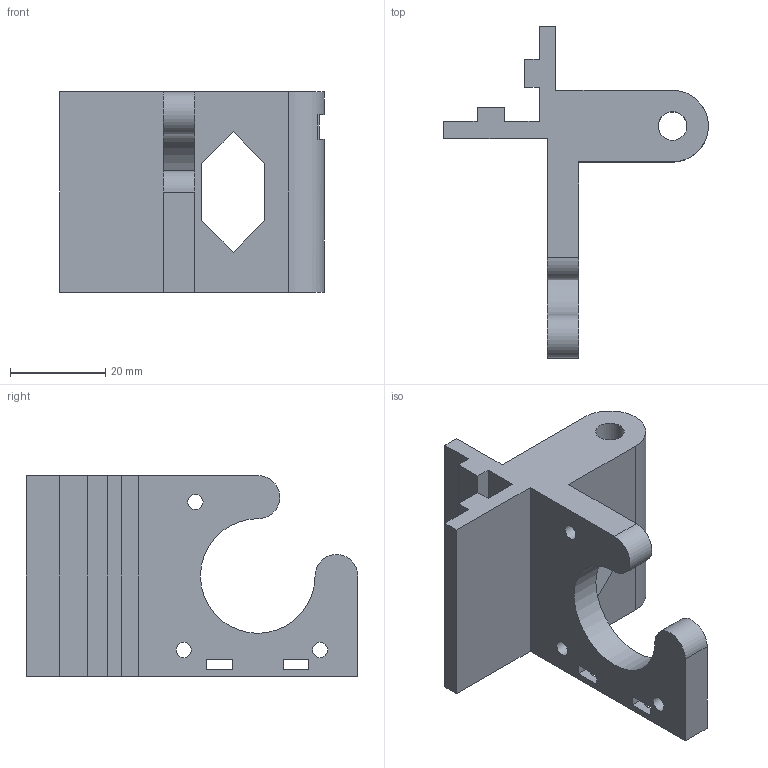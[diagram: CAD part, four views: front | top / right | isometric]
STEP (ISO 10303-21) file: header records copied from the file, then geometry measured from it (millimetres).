
FILE_DESCRIPTION(('FreeCAD Model'),'2;1');
FILE_NAME('x-motor-holder-x1.step','2019-07-05T20:17:31' ,('Author'),(''),'Open CASCADE STEP processor 6.8','FreeCAD','Unknown' );
FILE_SCHEMA(('AUTOMOTIVE_DESIGN_CC2 { 1 2 10303 214 -1 1 5 4 }'));
Length unit declared in the file: millimetre
Products named in the file (2): ASSEMBLY; x-motor-holder
Assembly tree (1 placements, depth 2):
  ASSEMBLY
    x-motor-holder
Bounding box: 55.45 x 69.46 x 42 mm (x, y, z)
Volume: 27496.6 mm3; surface area: 13603.4 mm2
Topology: 1 solids, 1 shells, 59 faces, 158 edges, 106 vertices
Faces by surface type: plane 44, cylinder 15
Full cylindrical faces by diameter (mm): 3.2 x7, 6 x4
Entity records: 4194 total; most frequent: CARTESIAN_POINT 959, DIRECTION 595, LINE 400, VECTOR 400, ORIENTED_EDGE 316, PCURVE 316, DEFINITIONAL_REPRESENTATION 316, EDGE_CURVE 158
